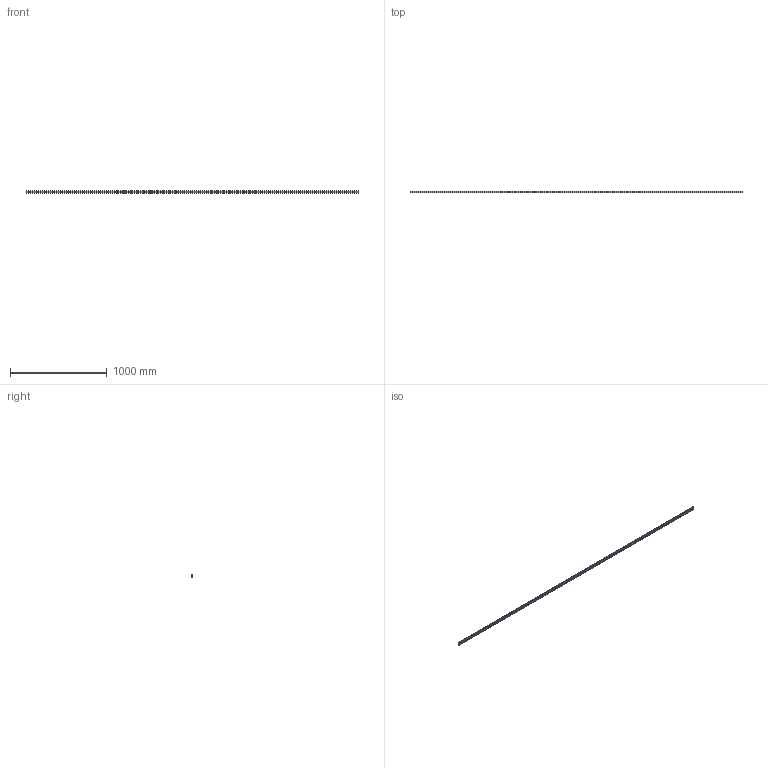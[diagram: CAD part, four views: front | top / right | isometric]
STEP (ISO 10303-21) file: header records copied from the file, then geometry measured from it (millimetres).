
FILE_DESCRIPTION((''),'2;1');
FILE_NAME('LCX 28H-3440.V.stp','2016-04-28T14:00:45',('MRathmann'),(''),'Autodesk Inventor 2012','Autodesk Inventor 2012','');
FILE_SCHEMA(('CONFIG_CONTROL_DESIGN'));
Length unit declared in the file: millimetre
Products named in the file (1): LCX 28H-3440.V
Bounding box: 3440 x 12.3 x 28 mm (x, y, z)
Volume: 559030.5 mm3; surface area: 331374.2 mm2
Topology: 1 solids, 1 shells, 110 faces, 281 edges, 173 vertices
Faces by surface type: cylinder 54, cone 43, plane 13
Full cylindrical faces by diameter (mm): 5.5 x43
Entity records: 3120 total; most frequent: DIRECTION 568, CARTESIAN_POINT 479, ORIENTED_EDGE 390, EDGE_LOOP 282, AXIS2_PLACEMENT_3D 262, EDGE_CURVE 195, VERTEX_POINT 173, FACE_BOUND 172
